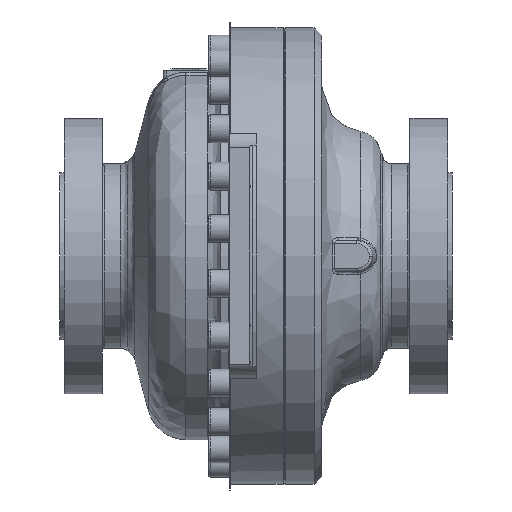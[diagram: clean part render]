
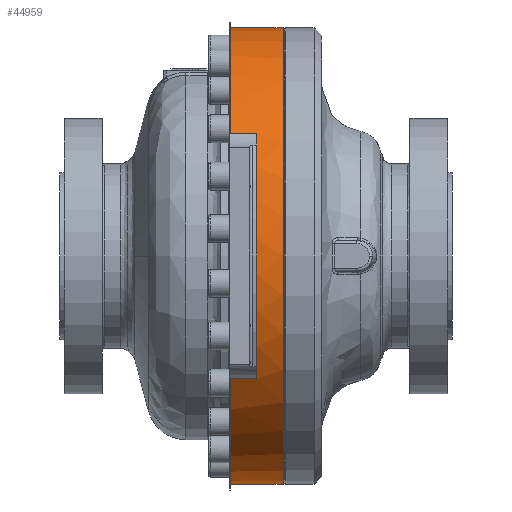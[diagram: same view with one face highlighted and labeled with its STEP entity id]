
A CAD part, front view. The second image highlights one B-rep face of the part: STEP entity #44959.
In plain terms, the highlighted cylindrical face has radius 295 mm (diameter 590 mm), a partial arc.
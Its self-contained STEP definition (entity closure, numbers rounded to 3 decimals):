
#231 = DIRECTION ( 'NONE',  ( 1., 0., 0. ) ) ;
#1368 = ORIENTED_EDGE ( 'NONE', *, *, #33093, .F. ) ;
#1492 = DIRECTION ( 'NONE',  ( 1., 0., 0. ) ) ;
#2180 = CARTESIAN_POINT ( 'NONE',  ( -222.402, -248.187, -158.507 ) ) ;
#2367 = AXIS2_PLACEMENT_3D ( 'NONE', #22426, #231, #26153 ) ;
#2467 = ORIENTED_EDGE ( 'NONE', *, *, #17852, .T. ) ;
#2509 = EDGE_CURVE ( 'NONE', #36688, #33153, #20505, .T. ) ;
#2652 = DIRECTION ( 'NONE',  ( 0., 0., 1. ) ) ;
#2718 = CARTESIAN_POINT ( 'NONE',  ( 262.602, -248.187, 158.507 ) ) ;
#4800 = LINE ( 'NONE', #27410, #14745 ) ;
#5239 = ORIENTED_EDGE ( 'NONE', *, *, #31972, .F. ) ;
#5525 = LINE ( 'NONE', #2180, #25220 ) ;
#5746 = ORIENTED_EDGE ( 'NONE', *, *, #6109, .T. ) ;
#5837 = VECTOR ( 'NONE', #9430, 1000. ) ;
#6109 = EDGE_CURVE ( 'NONE', #24444, #44964, #4800, .T. ) ;
#6221 = DIRECTION ( 'NONE',  ( -1., 0., 0. ) ) ;
#6229 = ORIENTED_EDGE ( 'NONE', *, *, #26691, .T. ) ;
#6278 = EDGE_CURVE ( 'NONE', #37247, #34900, #21639, .T. ) ;
#7159 = VERTEX_POINT ( 'NONE', #30113 ) ;
#7406 = CYLINDRICAL_SURFACE ( 'NONE', #24036, 295. ) ;
#7560 = VERTEX_POINT ( 'NONE', #16818 ) ;
#7718 = CARTESIAN_POINT ( 'NONE',  ( 228.602, -247.834, 159.06 ) ) ;
#7846 = ORIENTED_EDGE ( 'NONE', *, *, #45590, .T. ) ;
#7963 = CIRCLE ( 'NONE', #43774, 295. ) ;
#8581 = EDGE_CURVE ( 'NONE', #25047, #35948, #21376, .T. ) ;
#9018 = DIRECTION ( 'NONE',  ( 1., 0., 0. ) ) ;
#9430 = DIRECTION ( 'NONE',  ( -1., 0., 0. ) ) ;
#10016 = CARTESIAN_POINT ( 'NONE',  ( 228.602, -247.834, -159.06 ) ) ;
#10611 = DIRECTION ( 'NONE',  ( 1., 0., 0. ) ) ;
#10962 = ORIENTED_EDGE ( 'NONE', *, *, #14486, .F. ) ;
#11080 = DIRECTION ( 'NONE',  ( 1., 0., 0. ) ) ;
#11956 = EDGE_LOOP ( 'NONE', ( #47622, #5239, #10962, #6229, #38964, #1368, #12745, #5746, #7846, #2467, #41074, #23969, #40009 ) ) ;
#12057 = CARTESIAN_POINT ( 'NONE',  ( 228.602, 0.611, -295. ) ) ;
#12745 = ORIENTED_EDGE ( 'NONE', *, *, #22213, .T. ) ;
#12834 = DIRECTION ( 'NONE',  ( 1., 0., 0. ) ) ;
#13145 = CARTESIAN_POINT ( 'NONE',  ( 227.602, -248.187, 158.507 ) ) ;
#13611 = CARTESIAN_POINT ( 'NONE',  ( 228.602, 0.611, 0. ) ) ;
#14420 = VERTEX_POINT ( 'NONE', #47964 ) ;
#14486 = EDGE_CURVE ( 'NONE', #14420, #21316, #7963, .T. ) ;
#14745 = VECTOR ( 'NONE', #1492, 1000. ) ;
#16065 = CIRCLE ( 'NONE', #38698, 295. ) ;
#16818 = CARTESIAN_POINT ( 'NONE',  ( 227.602, -247.834, 159.06 ) ) ;
#17002 = DIRECTION ( 'NONE',  ( 1., 0., 0. ) ) ;
#17343 = DIRECTION ( 'NONE',  ( 0., 0., 1. ) ) ;
#17642 = AXIS2_PLACEMENT_3D ( 'NONE', #33216, #11080, #36932 ) ;
#17852 = EDGE_CURVE ( 'NONE', #7159, #46590, #5525, .T. ) ;
#18493 = AXIS2_PLACEMENT_3D ( 'NONE', #21764, #47690, #25460 ) ;
#19579 = CIRCLE ( 'NONE', #17642, 295. ) ;
#20505 = LINE ( 'NONE', #38765, #25668 ) ;
#20779 = FACE_OUTER_BOUND ( 'NONE', #11956, .T. ) ;
#20855 = CIRCLE ( 'NONE', #43734, 295. ) ;
#21316 = VERTEX_POINT ( 'NONE', #26189 ) ;
#21376 = CIRCLE ( 'NONE', #30357, 295. ) ;
#21639 = LINE ( 'NONE', #32118, #31450 ) ;
#21764 = CARTESIAN_POINT ( 'NONE',  ( 296.602, 0.611, 0. ) ) ;
#22213 = EDGE_CURVE ( 'NONE', #7560, #24444, #29963, .T. ) ;
#22426 = CARTESIAN_POINT ( 'NONE',  ( 227.602, 0.611, 0. ) ) ;
#23969 = ORIENTED_EDGE ( 'NONE', *, *, #2509, .T. ) ;
#23984 = CARTESIAN_POINT ( 'NONE',  ( 227.602, -247.834, -159.06 ) ) ;
#24036 = AXIS2_PLACEMENT_3D ( 'NONE', #43310, #28485, #47154 ) ;
#24198 = CARTESIAN_POINT ( 'NONE',  ( 296.602, 0.611, -295. ) ) ;
#24444 = VERTEX_POINT ( 'NONE', #13145 ) ;
#24860 = DIRECTION ( 'NONE',  ( 1., 0., 0. ) ) ;
#25047 = VERTEX_POINT ( 'NONE', #40306 ) ;
#25220 = VECTOR ( 'NONE', #46448, 1000. ) ;
#25364 = VECTOR ( 'NONE', #17002, 1000. ) ;
#25460 = DIRECTION ( 'NONE',  ( 0., 0., 1. ) ) ;
#25536 = LINE ( 'NONE', #31585, #5837 ) ;
#25668 = VECTOR ( 'NONE', #12834, 1000. ) ;
#26153 = DIRECTION ( 'NONE',  ( 0., 0., 1. ) ) ;
#26189 = CARTESIAN_POINT ( 'NONE',  ( 296.602, -294.389, 0. ) ) ;
#26691 = EDGE_CURVE ( 'NONE', #14420, #25047, #25536, .T. ) ;
#27410 = CARTESIAN_POINT ( 'NONE',  ( -222.402, -248.187, 158.507 ) ) ;
#28485 = DIRECTION ( 'NONE',  ( -1., 0., 0. ) ) ;
#29029 = CIRCLE ( 'NONE', #18493, 295. ) ;
#29963 = CIRCLE ( 'NONE', #2367, 295. ) ;
#30113 = CARTESIAN_POINT ( 'NONE',  ( 262.602, -248.187, -158.507 ) ) ;
#30357 = AXIS2_PLACEMENT_3D ( 'NONE', #13611, #39539, #17343 ) ;
#31210 = CARTESIAN_POINT ( 'NONE',  ( 296.602, 0.611, 0. ) ) ;
#31450 = VECTOR ( 'NONE', #6221, 1000. ) ;
#31585 = CARTESIAN_POINT ( 'NONE',  ( -222.402, 0.611, 295. ) ) ;
#31972 = EDGE_CURVE ( 'NONE', #21316, #37247, #29029, .T. ) ;
#32118 = CARTESIAN_POINT ( 'NONE',  ( -222.402, 0.611, -295. ) ) ;
#32746 = CARTESIAN_POINT ( 'NONE',  ( 262.602, 0.611, 0. ) ) ;
#33093 = EDGE_CURVE ( 'NONE', #7560, #35948, #45122, .T. ) ;
#33153 = VERTEX_POINT ( 'NONE', #10016 ) ;
#33216 = CARTESIAN_POINT ( 'NONE',  ( 227.602, 0.611, 0. ) ) ;
#34900 = VERTEX_POINT ( 'NONE', #12057 ) ;
#34980 = DIRECTION ( 'NONE',  ( 0., 0., 1. ) ) ;
#35948 = VERTEX_POINT ( 'NONE', #7718 ) ;
#36474 = DIRECTION ( 'NONE',  ( 0., 0., 1. ) ) ;
#36688 = VERTEX_POINT ( 'NONE', #23984 ) ;
#36932 = DIRECTION ( 'NONE',  ( 0., 0., 1. ) ) ;
#37247 = VERTEX_POINT ( 'NONE', #24198 ) ;
#38698 = AXIS2_PLACEMENT_3D ( 'NONE', #32746, #10611, #36474 ) ;
#38765 = CARTESIAN_POINT ( 'NONE',  ( 297.602, -247.834, -159.06 ) ) ;
#38964 = ORIENTED_EDGE ( 'NONE', *, *, #8581, .T. ) ;
#39185 = CARTESIAN_POINT ( 'NONE',  ( 297.602, -247.834, 159.06 ) ) ;
#39539 = DIRECTION ( 'NONE',  ( 1., 0., 0. ) ) ;
#40009 = ORIENTED_EDGE ( 'NONE', *, *, #40597, .T. ) ;
#40306 = CARTESIAN_POINT ( 'NONE',  ( 228.602, 0.611, 295. ) ) ;
#40597 = EDGE_CURVE ( 'NONE', #33153, #34900, #20855, .T. ) ;
#41074 = ORIENTED_EDGE ( 'NONE', *, *, #41222, .T. ) ;
#41222 = EDGE_CURVE ( 'NONE', #46590, #36688, #19579, .T. ) ;
#41443 = CARTESIAN_POINT ( 'NONE',  ( 227.602, -248.187, -158.507 ) ) ;
#43310 = CARTESIAN_POINT ( 'NONE',  ( -222.402, 0.611, 0. ) ) ;
#43734 = AXIS2_PLACEMENT_3D ( 'NONE', #47088, #24860, #2652 ) ;
#43774 = AXIS2_PLACEMENT_3D ( 'NONE', #31210, #9018, #34980 ) ;
#44959 = ADVANCED_FACE ( 'NONE', ( #20779 ), #7406, .T. ) ;
#44964 = VERTEX_POINT ( 'NONE', #2718 ) ;
#45122 = LINE ( 'NONE', #39185, #25364 ) ;
#45590 = EDGE_CURVE ( 'NONE', #44964, #7159, #16065, .T. ) ;
#46448 = DIRECTION ( 'NONE',  ( -1., 0., 0. ) ) ;
#46590 = VERTEX_POINT ( 'NONE', #41443 ) ;
#47088 = CARTESIAN_POINT ( 'NONE',  ( 228.602, 0.611, 0. ) ) ;
#47154 = DIRECTION ( 'NONE',  ( 0., 0., 1. ) ) ;
#47622 = ORIENTED_EDGE ( 'NONE', *, *, #6278, .F. ) ;
#47690 = DIRECTION ( 'NONE',  ( 1., 0., 0. ) ) ;
#47964 = CARTESIAN_POINT ( 'NONE',  ( 296.602, 0.611, 295. ) ) ;
